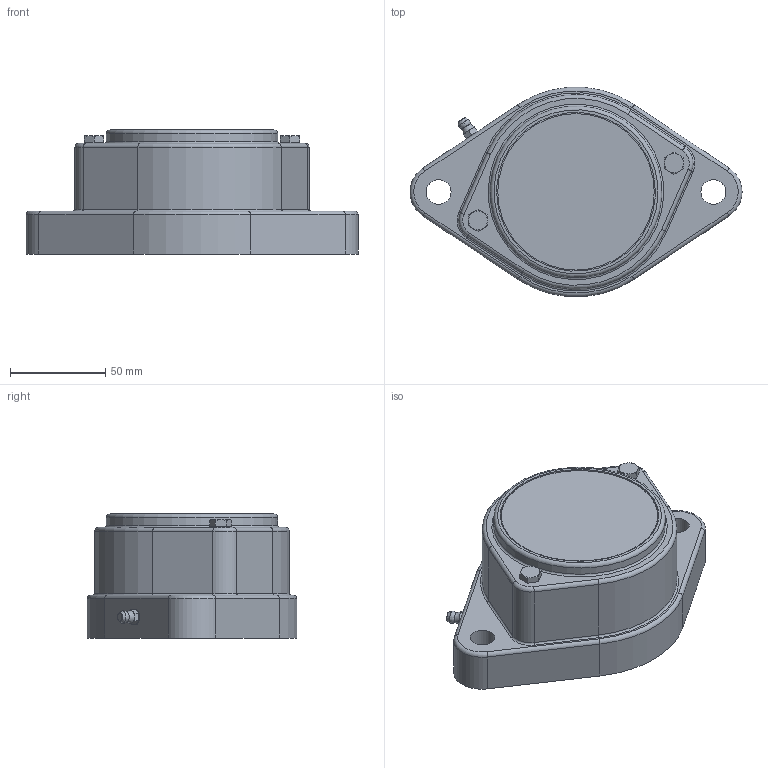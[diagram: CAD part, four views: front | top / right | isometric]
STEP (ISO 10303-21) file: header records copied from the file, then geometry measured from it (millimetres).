
FILE_DESCRIPTION(/* description */ (''),/* implementation_level */ '2;1');
FILE_NAME(/* name */ 'NG40F20.stp',/* time_stamp */ '2015-10-30T12:48:45+01:00',/* author */ ('fje'),/* organization */ (''),/* preprocessor_version */ 'ST-DEVELOPER v15.2',/* originating_system */ 'Autodesk Inventor 2014',/* authorisation */ '');
FILE_SCHEMA (('AUTOMOTIVE_DESIGN { 1 0 10303 214 3 1 1 }'));
Length unit declared in the file: millimetre
Products named in the file (1): Part86
Bounding box: 174 x 109.61 x 65 mm (x, y, z)
Volume: 444111 mm3; surface area: 119548.7 mm2
Topology: 6 solids, 15 shells, 349 faces, 812 edges, 502 vertices
Faces by surface type: plane 122, cylinder 118, cone 55, torus 49, sphere 5
Full cylindrical faces by diameter (mm): 2.4 x2, 3 x1, 4.917 x2, 5.459 x2, 6 x5, 6.5 x2, 8 x2, 8.7 x2, 9 x2, 13 x2, 40 x2, 44.2 x1, 48.5 x1, 49.4 x2, 52 x1, 53.21 x2, 55.75 x1, 58 x1, 68.45 x1, 70.99 x4, 82 x2, 83.2 x1, 88 x2, 90 x1
Entity records: 10121 total; most frequent: CARTESIAN_POINT 2293, DIRECTION 1641, ORIENTED_EDGE 1442, AXIS2_PLACEMENT_3D 707, EDGE_CURVE 689, EDGE_LOOP 491, VERTEX_POINT 466, CIRCLE 354
